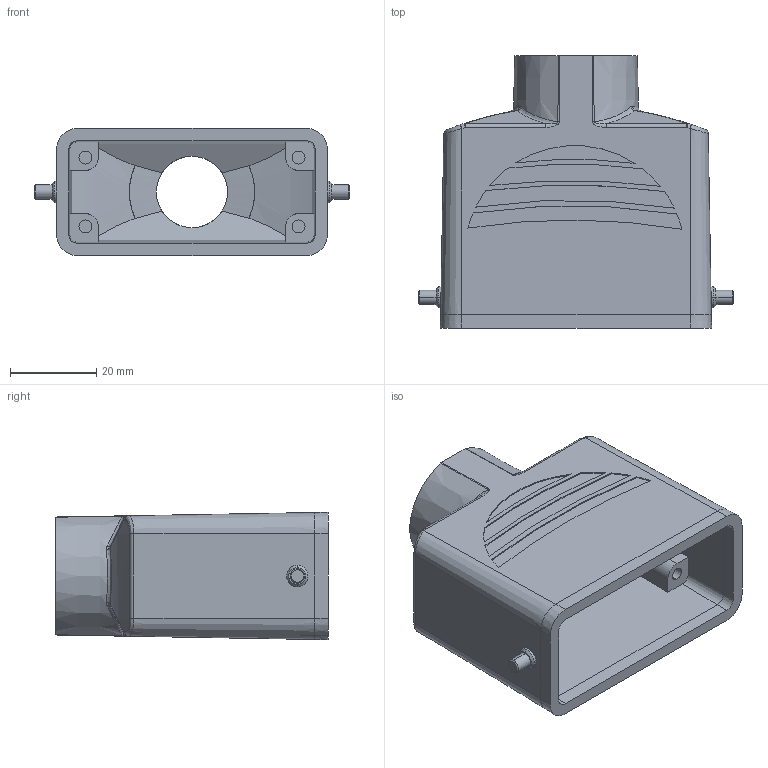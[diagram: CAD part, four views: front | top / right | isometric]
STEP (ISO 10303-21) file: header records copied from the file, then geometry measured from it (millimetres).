
FILE_DESCRIPTION (( 'STEP AP214' ), '1' );
FILE_NAME ('ZP-MC10A-2-STE16M.step', '2015-08-12T18:08:27', ( '' ), ( '' ), 'SwSTEP 2.0', 'SolidWorks 2014', '' );
FILE_SCHEMA (( 'AUTOMOTIVE_DESIGN' ));
Length unit declared in the file: millimetre
Products named in the file (1): ZP-MC10A-2-STE16M
Bounding box: 73.25 x 63.32 x 29.6 mm (x, y, z)
Volume: 33028.4 mm3; surface area: 22095.1 mm2
Topology: 1 solids, 1 shells, 208 faces, 507 edges, 318 vertices
Faces by surface type: cylinder 89, plane 54, bspline 33, cone 28, sphere 4
Entity records: 10361 total; most frequent: CARTESIAN_POINT 4073, ORIENTED_EDGE 1014, DIRECTION 898, EDGE_CURVE 507, AXIS2_PLACEMENT_3D 355, VERTEX_POINT 318, EDGE_LOOP 227, ADVANCED_FACE 208
